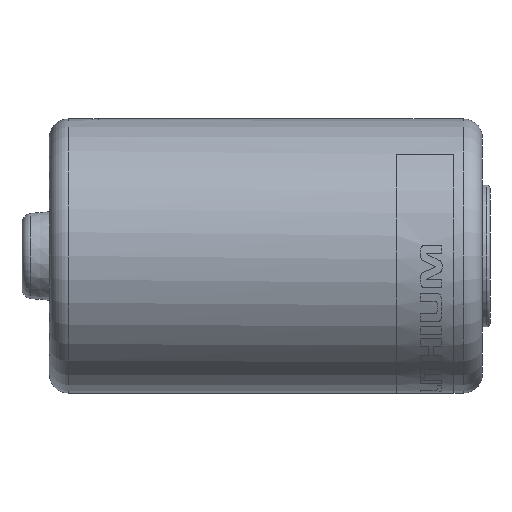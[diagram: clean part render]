
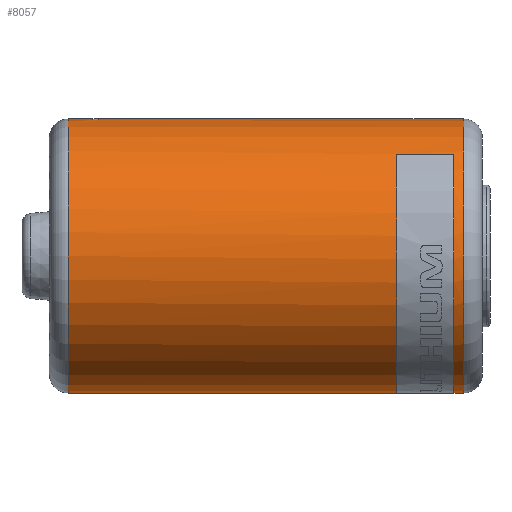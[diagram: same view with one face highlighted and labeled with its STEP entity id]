
A CAD part, front view. The second image highlights one B-rep face of the part: STEP entity #8057.
In plain terms, the highlighted cylindrical face has radius 7.25 mm (diameter 14.5 mm), a partial arc.
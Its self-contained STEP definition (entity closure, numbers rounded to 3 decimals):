
#27 = VERTEX_POINT ( 'NONE', #2956 ) ;
#145 = CARTESIAN_POINT ( 'NONE',  ( 2.615, -0.971, 7.185 ) ) ;
#211 = VERTEX_POINT ( 'NONE', #2059 ) ;
#268 = ORIENTED_EDGE ( 'NONE', *, *, #6383, .T. ) ;
#277 = CARTESIAN_POINT ( 'NONE',  ( 20.25, -0.346, 7.242 ) ) ;
#315 = EDGE_CURVE ( 'NONE', #2374, #833, #4911, .T. ) ;
#512 = DIRECTION ( 'NONE',  ( -1., 0., 0. ) ) ;
#527 = EDGE_LOOP ( 'NONE', ( #1651, #7659, #4299, #8247, #1110, #7223, #268, #6025, #6970, #6506, #6812, #3508, #6442, #4741, #867, #5710 ) ) ;
#586 = EDGE_CURVE ( 'NONE', #833, #211, #4765, .T. ) ;
#632 = LINE ( 'NONE', #3119, #5076 ) ;
#687 = CARTESIAN_POINT ( 'NONE',  ( 1., 0., 7.25 ) ) ;
#812 = DIRECTION ( 'NONE',  ( -1., 0., 0. ) ) ;
#833 = VERTEX_POINT ( 'NONE', #2589 ) ;
#867 = ORIENTED_EDGE ( 'NONE', *, *, #5385, .F. ) ;
#1011 = CARTESIAN_POINT ( 'NONE',  ( 20.25, 0., 7.25 ) ) ;
#1024 = DIRECTION ( 'NONE',  ( 1., 0., 0. ) ) ;
#1110 = ORIENTED_EDGE ( 'NONE', *, *, #7851, .T. ) ;
#1123 = VECTOR ( 'NONE', #7843, 1000. ) ;
#1268 = EDGE_CURVE ( 'NONE', #5343, #4742, #7332, .T. ) ;
#1282 = VECTOR ( 'NONE', #5776, 1000. ) ;
#1517 = AXIS2_PLACEMENT_3D ( 'NONE', #3922, #7949, #7210 ) ;
#1527 = CARTESIAN_POINT ( 'NONE',  ( 2.301, -0.971, 7.185 ) ) ;
#1650 = DIRECTION ( 'NONE',  ( -1., 0., 0. ) ) ;
#1651 = ORIENTED_EDGE ( 'NONE', *, *, #315, .F. ) ;
#1676 = VERTEX_POINT ( 'NONE', #6207 ) ;
#1753 = DIRECTION ( 'NONE',  ( 0., 0.008, 1. ) ) ;
#1829 = AXIS2_PLACEMENT_3D ( 'NONE', #4249, #1024, #6099 ) ;
#1911 = VECTOR ( 'NONE', #3426, 1000. ) ;
#2043 = CARTESIAN_POINT ( 'NONE',  ( 2.301, 0., 7.25 ) ) ;
#2059 = CARTESIAN_POINT ( 'NONE',  ( 21.394, -4.856, 5.383 ) ) ;
#2067 = EDGE_CURVE ( 'NONE', #27, #6801, #5872, .T. ) ;
#2258 = DIRECTION ( 'NONE',  ( 0., 0.002, 1. ) ) ;
#2261 = VERTEX_POINT ( 'NONE', #4410 ) ;
#2364 = VECTOR ( 'NONE', #812, 1000. ) ;
#2374 = VERTEX_POINT ( 'NONE', #3014 ) ;
#2408 = CARTESIAN_POINT ( 'NONE',  ( 20.25, 0., 0. ) ) ;
#2497 = VERTEX_POINT ( 'NONE', #8423 ) ;
#2564 = EDGE_CURVE ( 'NONE', #5876, #1676, #5760, .T. ) ;
#2589 = CARTESIAN_POINT ( 'NONE',  ( 21.394, 0., -7.25 ) ) ;
#2609 = CARTESIAN_POINT ( 'NONE',  ( 22.9, 0., 7.25 ) ) ;
#2683 = VERTEX_POINT ( 'NONE', #1527 ) ;
#2695 = EDGE_CURVE ( 'NONE', #5368, #5879, #4659, .T. ) ;
#2806 = LINE ( 'NONE', #4140, #7407 ) ;
#2843 = VECTOR ( 'NONE', #4193, 1000. ) ;
#2883 = AXIS2_PLACEMENT_3D ( 'NONE', #2408, #6182, #3510 ) ;
#2956 = CARTESIAN_POINT ( 'NONE',  ( 21.9, 0., 7.25 ) ) ;
#3014 = CARTESIAN_POINT ( 'NONE',  ( 21.9, 0., -7.25 ) ) ;
#3054 = CIRCLE ( 'NONE', #3471, 7.25 ) ;
#3119 = CARTESIAN_POINT ( 'NONE',  ( 21.394, -4.856, 5.383 ) ) ;
#3203 = CARTESIAN_POINT ( 'NONE',  ( 18.904, -0.346, 7.242 ) ) ;
#3323 = CARTESIAN_POINT ( 'NONE',  ( 2.615, -0.971, 7.185 ) ) ;
#3426 = DIRECTION ( 'NONE',  ( -1., 0., 0. ) ) ;
#3427 = CIRCLE ( 'NONE', #2883, 7.25 ) ;
#3440 = DIRECTION ( 'NONE',  ( 0., 0., 1. ) ) ;
#3448 = CIRCLE ( 'NONE', #1829, 7.25 ) ;
#3471 = AXIS2_PLACEMENT_3D ( 'NONE', #4353, #6888, #1753 ) ;
#3508 = ORIENTED_EDGE ( 'NONE', *, *, #6482, .T. ) ;
#3510 = DIRECTION ( 'NONE',  ( 0., 0.002, 1. ) ) ;
#3586 = DIRECTION ( 'NONE',  ( 0., 0., -1. ) ) ;
#3600 = EDGE_CURVE ( 'NONE', #2374, #27, #6583, .T. ) ;
#3724 = EDGE_CURVE ( 'NONE', #5368, #2683, #3804, .T. ) ;
#3804 = LINE ( 'NONE', #3323, #1282 ) ;
#3922 = CARTESIAN_POINT ( 'NONE',  ( 18.37, 0., 0. ) ) ;
#3955 = CARTESIAN_POINT ( 'NONE',  ( 22.9, 0., 7.25 ) ) ;
#3981 = EDGE_CURVE ( 'NONE', #5876, #2497, #2806, .T. ) ;
#4140 = CARTESIAN_POINT ( 'NONE',  ( 22.9, 0., -7.25 ) ) ;
#4193 = DIRECTION ( 'NONE',  ( -1., 0., 0. ) ) ;
#4230 = DIRECTION ( 'NONE',  ( -1., 0., 0. ) ) ;
#4249 = CARTESIAN_POINT ( 'NONE',  ( 1., 0., 0. ) ) ;
#4299 = ORIENTED_EDGE ( 'NONE', *, *, #2067, .T. ) ;
#4305 = DIRECTION ( 'NONE',  ( 0., 0.008, 1. ) ) ;
#4353 = CARTESIAN_POINT ( 'NONE',  ( 2.301, 0., 0. ) ) ;
#4410 = CARTESIAN_POINT ( 'NONE',  ( 18.904, 0., 7.25 ) ) ;
#4579 = VERTEX_POINT ( 'NONE', #3203 ) ;
#4659 = CIRCLE ( 'NONE', #4795, 7.25 ) ;
#4692 = DIRECTION ( 'NONE',  ( -1., 0., 0. ) ) ;
#4741 = ORIENTED_EDGE ( 'NONE', *, *, #2564, .T. ) ;
#4742 = VERTEX_POINT ( 'NONE', #687 ) ;
#4765 = CIRCLE ( 'NONE', #8060, 7.25 ) ;
#4795 = AXIS2_PLACEMENT_3D ( 'NONE', #5587, #1650, #4305 ) ;
#4866 = DIRECTION ( 'NONE',  ( -1., 0., 0. ) ) ;
#4904 = CARTESIAN_POINT ( 'NONE',  ( 21.9, 0., 0. ) ) ;
#4911 = LINE ( 'NONE', #7587, #2843 ) ;
#5071 = AXIS2_PLACEMENT_3D ( 'NONE', #4904, #4230, #3586 ) ;
#5076 = VECTOR ( 'NONE', #512, 1000. ) ;
#5188 = CARTESIAN_POINT ( 'NONE',  ( 21.394, 0., 0. ) ) ;
#5247 = EDGE_CURVE ( 'NONE', #6214, #6801, #3427, .T. ) ;
#5343 = VERTEX_POINT ( 'NONE', #2043 ) ;
#5360 = CARTESIAN_POINT ( 'NONE',  ( 22.9, 0., 7.25 ) ) ;
#5368 = VERTEX_POINT ( 'NONE', #145 ) ;
#5385 = EDGE_CURVE ( 'NONE', #211, #1676, #632, .T. ) ;
#5587 = CARTESIAN_POINT ( 'NONE',  ( 2.615, 0., 0. ) ) ;
#5710 = ORIENTED_EDGE ( 'NONE', *, *, #586, .F. ) ;
#5760 = CIRCLE ( 'NONE', #1517, 7.25 ) ;
#5776 = DIRECTION ( 'NONE',  ( -1., 0., 0. ) ) ;
#5846 = DIRECTION ( 'NONE',  ( -1., 0., 0. ) ) ;
#5872 = LINE ( 'NONE', #2609, #1123 ) ;
#5876 = VERTEX_POINT ( 'NONE', #6116 ) ;
#5879 = VERTEX_POINT ( 'NONE', #6927 ) ;
#6025 = ORIENTED_EDGE ( 'NONE', *, *, #2695, .F. ) ;
#6083 = VECTOR ( 'NONE', #4866, 1000. ) ;
#6099 = DIRECTION ( 'NONE',  ( 0., 0., -1. ) ) ;
#6105 = CARTESIAN_POINT ( 'NONE',  ( 22.9, 0., 0. ) ) ;
#6116 = CARTESIAN_POINT ( 'NONE',  ( 18.37, 0., -7.25 ) ) ;
#6152 = CARTESIAN_POINT ( 'NONE',  ( 20.25, -0.346, 7.242 ) ) ;
#6182 = DIRECTION ( 'NONE',  ( -1., 0., 0. ) ) ;
#6207 = CARTESIAN_POINT ( 'NONE',  ( 18.37, -4.856, 5.383 ) ) ;
#6214 = VERTEX_POINT ( 'NONE', #6152 ) ;
#6244 = DIRECTION ( 'NONE',  ( -1., 0., 0. ) ) ;
#6354 = CIRCLE ( 'NONE', #7995, 7.25 ) ;
#6383 = EDGE_CURVE ( 'NONE', #2261, #5879, #7203, .T. ) ;
#6442 = ORIENTED_EDGE ( 'NONE', *, *, #3981, .F. ) ;
#6482 = EDGE_CURVE ( 'NONE', #4742, #2497, #3448, .T. ) ;
#6506 = ORIENTED_EDGE ( 'NONE', *, *, #7935, .T. ) ;
#6583 = CIRCLE ( 'NONE', #5071, 7.25 ) ;
#6698 = FACE_OUTER_BOUND ( 'NONE', #527, .T. ) ;
#6745 = CYLINDRICAL_SURFACE ( 'NONE', #7596, 7.25 ) ;
#6801 = VERTEX_POINT ( 'NONE', #1011 ) ;
#6812 = ORIENTED_EDGE ( 'NONE', *, *, #1268, .T. ) ;
#6888 = DIRECTION ( 'NONE',  ( -1., 0., 0. ) ) ;
#6927 = CARTESIAN_POINT ( 'NONE',  ( 2.615, 0., 7.25 ) ) ;
#6970 = ORIENTED_EDGE ( 'NONE', *, *, #3724, .T. ) ;
#7055 = EDGE_CURVE ( 'NONE', #4579, #2261, #6354, .T. ) ;
#7165 = DIRECTION ( 'NONE',  ( 0., -0.67, 0.743 ) ) ;
#7203 = LINE ( 'NONE', #3955, #2364 ) ;
#7210 = DIRECTION ( 'NONE',  ( 0., -0.67, 0.743 ) ) ;
#7223 = ORIENTED_EDGE ( 'NONE', *, *, #7055, .T. ) ;
#7314 = DIRECTION ( 'NONE',  ( -1., 0., 0. ) ) ;
#7332 = LINE ( 'NONE', #5360, #1911 ) ;
#7407 = VECTOR ( 'NONE', #4692, 1000. ) ;
#7587 = CARTESIAN_POINT ( 'NONE',  ( 22.9, 0., -7.25 ) ) ;
#7596 = AXIS2_PLACEMENT_3D ( 'NONE', #6105, #6244, #3440 ) ;
#7659 = ORIENTED_EDGE ( 'NONE', *, *, #3600, .T. ) ;
#7843 = DIRECTION ( 'NONE',  ( -1., 0., 0. ) ) ;
#7851 = EDGE_CURVE ( 'NONE', #6214, #4579, #7965, .T. ) ;
#7935 = EDGE_CURVE ( 'NONE', #2683, #5343, #3054, .T. ) ;
#7949 = DIRECTION ( 'NONE',  ( -1., 0., 0. ) ) ;
#7965 = LINE ( 'NONE', #277, #6083 ) ;
#7995 = AXIS2_PLACEMENT_3D ( 'NONE', #8008, #7314, #2258 ) ;
#8008 = CARTESIAN_POINT ( 'NONE',  ( 18.904, 0., 0. ) ) ;
#8057 = ADVANCED_FACE ( 'NONE', ( #6698 ), #6745, .T. ) ;
#8060 = AXIS2_PLACEMENT_3D ( 'NONE', #5188, #5846, #7165 ) ;
#8247 = ORIENTED_EDGE ( 'NONE', *, *, #5247, .F. ) ;
#8423 = CARTESIAN_POINT ( 'NONE',  ( 1., 0., -7.25 ) ) ;
